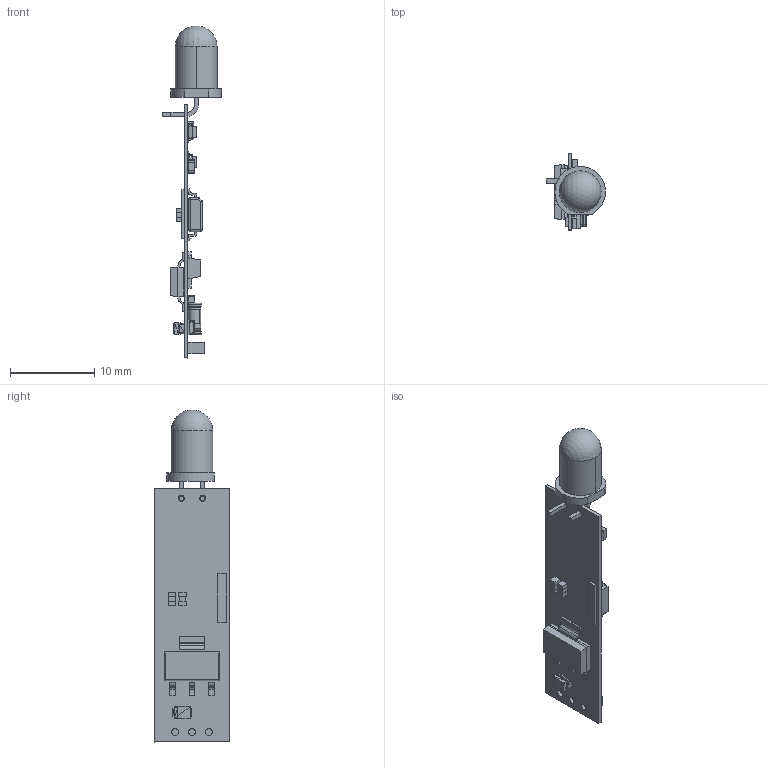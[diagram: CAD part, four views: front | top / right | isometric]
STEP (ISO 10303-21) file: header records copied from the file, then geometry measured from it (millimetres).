
FILE_DESCRIPTION(/* description */ (''),/* implementation_level */ '2;1');
FILE_NAME(/* name */ 'verici.stp',/* time_stamp */ '2018-11-29T16:59:07+03:00',/* author */ (''),/* organization */ (''),/* preprocessor_version */ 'ST-DEVELOPER v16.7',/* originating_system */ 'SIEMENS PLM Software NX 12.0',/* authorisation */ '');
FILE_SCHEMA (('AUTOMOTIVE_DESIGN { 1 0 10303 214 3 1 1 1 }'));
Length unit declared in the file: millimetre
Products named in the file (1): ARGE03409C72yji1
Bounding box: 6.99 x 9 x 39.33 mm (x, y, z)
Volume: 399.4 mm3; surface area: 1244.2 mm2
Topology: 28 solids, 136 shells, 1106 faces, 2922 edges, 1975 vertices
Faces by surface type: plane 599, cylinder 359, sphere 67, bspline 67, torus 14
Full cylindrical faces by diameter (mm): 0.7 x2, 0.711 x3, 0.8 x3
Entity records: 42808 total; most frequent: CARTESIAN_POINT 12264, ORIENTED_EDGE 5384, DIRECTION 5250, EDGE_CURVE 2854, VERTEX_POINT 1975, LINE 1922, VECTOR 1922, AXIS2_PLACEMENT_3D 1664
